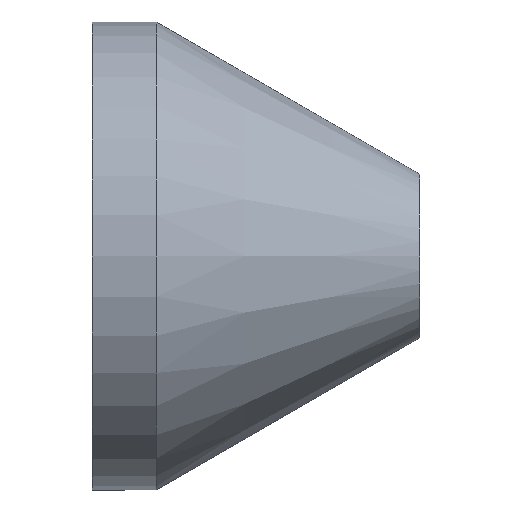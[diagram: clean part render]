
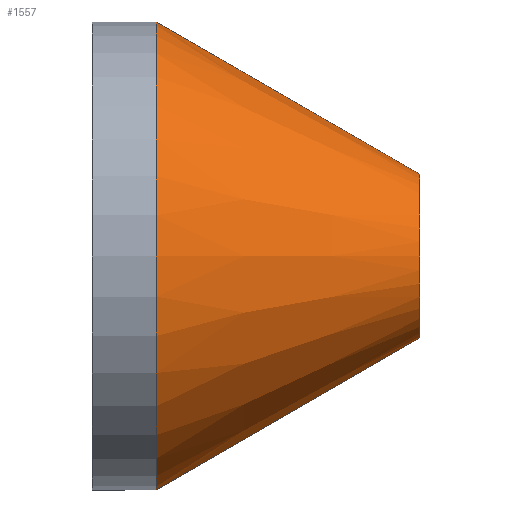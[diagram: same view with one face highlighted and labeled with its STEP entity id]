
A CAD part, front view. The second image highlights one B-rep face of the part: STEP entity #1557.
In plain terms, the highlighted conical face has half-angle 30 degrees and reference radius 10.5 mm.
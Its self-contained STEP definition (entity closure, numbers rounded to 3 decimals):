
#9 = VERTEX_POINT ( 'NONE', #374 ) ;
#19 = AXIS2_PLACEMENT_3D ( 'NONE', #1066, #1312, #54 ) ;
#54 = DIRECTION ( 'NONE',  ( 0., 0., 1. ) ) ;
#154 = CIRCLE ( 'NONE', #1016, 30. ) ;
#242 = DIRECTION ( 'NONE',  ( 0., 0., -1. ) ) ;
#251 = DIRECTION ( 'NONE',  ( -0.866, 0., 0.5 ) ) ;
#280 = ORIENTED_EDGE ( 'NONE', *, *, #669, .F. ) ;
#330 = CARTESIAN_POINT ( 'NONE',  ( 42., 0., -10.5 ) ) ;
#363 = VECTOR ( 'NONE', #700, 1000. ) ;
#374 = CARTESIAN_POINT ( 'NONE',  ( 42., 0., 10.5 ) ) ;
#471 = EDGE_CURVE ( 'NONE', #1038, #1462, #1260, .T. ) ;
#481 = CARTESIAN_POINT ( 'NONE',  ( 42., 0., 10.5 ) ) ;
#503 = CARTESIAN_POINT ( 'NONE',  ( 8.225, 0., -30. ) ) ;
#616 = LINE ( 'NONE', #481, #991 ) ;
#669 = EDGE_CURVE ( 'NONE', #9, #1038, #1547, .T. ) ;
#685 = FACE_OUTER_BOUND ( 'NONE', #951, .T. ) ;
#700 = DIRECTION ( 'NONE',  ( -0.866, 0., -0.5 ) ) ;
#864 = CARTESIAN_POINT ( 'NONE',  ( 8.225, 0., 30. ) ) ;
#926 = EDGE_CURVE ( 'NONE', #9, #1412, #616, .T. ) ;
#951 = EDGE_LOOP ( 'NONE', ( #1502, #280, #1475, #1395 ) ) ;
#960 = DIRECTION ( 'NONE',  ( 1., 0., 0. ) ) ;
#991 = VECTOR ( 'NONE', #251, 1000. ) ;
#1016 = AXIS2_PLACEMENT_3D ( 'NONE', #1593, #1484, #242 ) ;
#1038 = VERTEX_POINT ( 'NONE', #1330 ) ;
#1066 = CARTESIAN_POINT ( 'NONE',  ( 42., 0., 0. ) ) ;
#1102 = CONICAL_SURFACE ( 'NONE', #19, 10.5, 0.524 ) ;
#1260 = LINE ( 'NONE', #330, #363 ) ;
#1310 = AXIS2_PLACEMENT_3D ( 'NONE', #1584, #960, #1464 ) ;
#1312 = DIRECTION ( 'NONE',  ( -1., 0., 0. ) ) ;
#1330 = CARTESIAN_POINT ( 'NONE',  ( 42., 0., -10.5 ) ) ;
#1395 = ORIENTED_EDGE ( 'NONE', *, *, #1495, .T. ) ;
#1412 = VERTEX_POINT ( 'NONE', #864 ) ;
#1462 = VERTEX_POINT ( 'NONE', #503 ) ;
#1464 = DIRECTION ( 'NONE',  ( 0., 0., -1. ) ) ;
#1475 = ORIENTED_EDGE ( 'NONE', *, *, #926, .T. ) ;
#1484 = DIRECTION ( 'NONE',  ( 1., 0., 0. ) ) ;
#1495 = EDGE_CURVE ( 'NONE', #1412, #1462, #154, .T. ) ;
#1502 = ORIENTED_EDGE ( 'NONE', *, *, #471, .F. ) ;
#1547 = CIRCLE ( 'NONE', #1310, 10.5 ) ;
#1557 = ADVANCED_FACE ( 'NONE', ( #685 ), #1102, .T. ) ;
#1584 = CARTESIAN_POINT ( 'NONE',  ( 42., 0., 0. ) ) ;
#1593 = CARTESIAN_POINT ( 'NONE',  ( 8.225, 0., 0. ) ) ;
